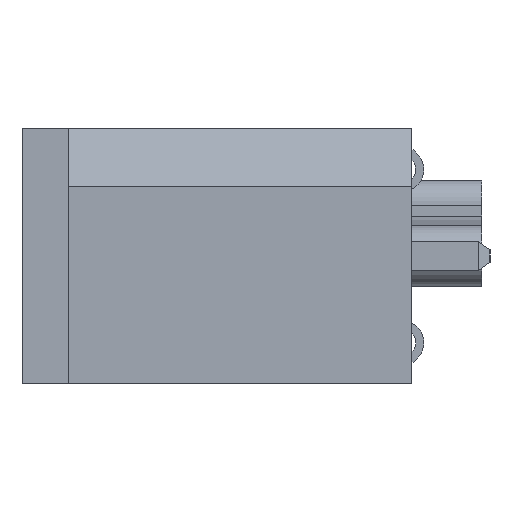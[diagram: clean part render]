
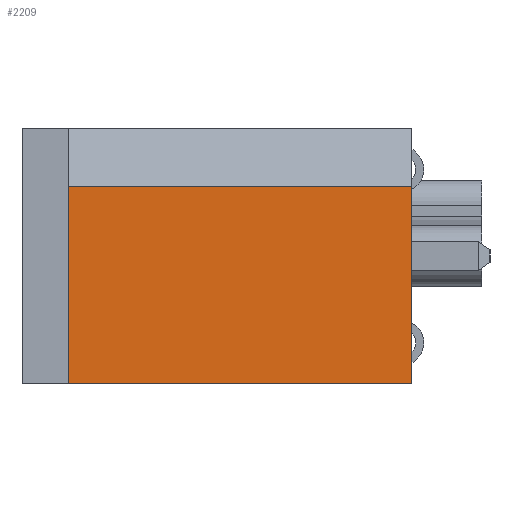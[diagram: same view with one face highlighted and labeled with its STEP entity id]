
A CAD part, left-side view. The second image highlights one B-rep face of the part: STEP entity #2209.
In plain terms, the highlighted planar face has unit normal (-1, 0, 0).
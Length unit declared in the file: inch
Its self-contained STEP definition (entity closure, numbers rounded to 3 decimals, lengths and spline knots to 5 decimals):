
#2209=ADVANCED_FACE( '', ( #4078 ), #4079, .F. );
#3169=DIRECTION( '', ( 0., 0., 1. ) );
#3170=DIRECTION( '', ( 1., 0., 0. ) );
#4078=FACE_OUTER_BOUND( '', #6255, .T. );
#4079=PLANE( '', #6256 );
#6255=EDGE_LOOP( '', ( #11682, #11683, #11684, #11685 ) );
#6256=AXIS2_PLACEMENT_3D( '', #11686, #3170, #7544 );
#7544=DIRECTION( '', ( 0., 0., -1. ) );
#8424=DIRECTION( '', ( 0., -1., 0. ) );
#9038=CARTESIAN_POINT( '', ( -0.661, 0.295, 0.06 ) );
#11682=ORIENTED_EDGE( '', *, *, #19853, .T. );
#11683=ORIENTED_EDGE( '', *, *, #20463, .T. );
#11684=ORIENTED_EDGE( '', *, *, #18711, .F. );
#11685=ORIENTED_EDGE( '', *, *, #20464, .F. );
#11686=CARTESIAN_POINT( '', ( -0.661, 0.295, -0.11 ) );
#18711=EDGE_CURVE( '', #24148, #24146, #24150, .T. );
#19853=EDGE_CURVE( '', #25845, #25844, #25846, .T. );
#20463=EDGE_CURVE( '', #25844, #24146, #26694, .T. );
#20464=EDGE_CURVE( '', #25845, #24148, #26695, .T. );
#24146=VERTEX_POINT( '', #29999 );
#24148=VERTEX_POINT( '', #9038 );
#24150=LINE( '', #9038, #28504 );
#25844=VERTEX_POINT( '', #31115 );
#25845=VERTEX_POINT( '', #11686 );
#25846=LINE( '', #11686, #28504 );
#26694=LINE( '', #31115, #28505 );
#26695=LINE( '', #11686, #28505 );
#28504=VECTOR( '', #8424, 39.37008 );
#28505=VECTOR( '', #3169, 39.37008 );
#29999=CARTESIAN_POINT( '', ( -0.661, 0., 0.06 ) );
#31115=CARTESIAN_POINT( '', ( -0.661, 0., -0.11 ) );
